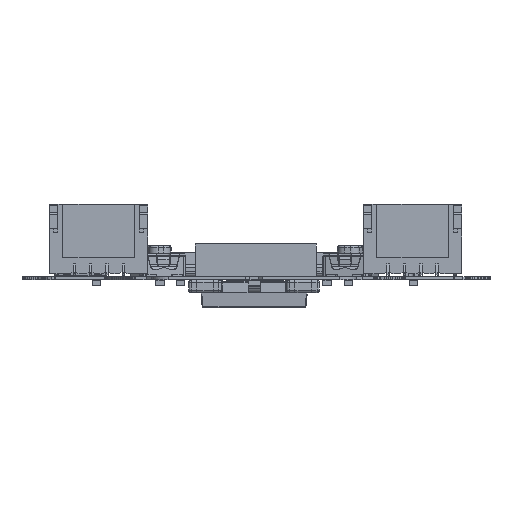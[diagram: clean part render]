
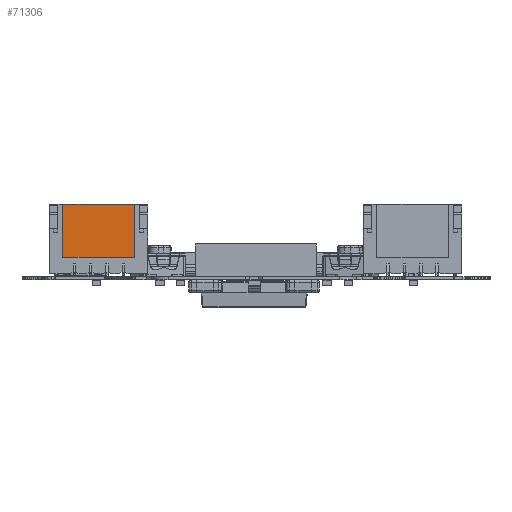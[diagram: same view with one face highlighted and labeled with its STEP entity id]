
A CAD part, front view. The second image highlights one B-rep face of the part: STEP entity #71306.
In plain terms, the highlighted face is planar.
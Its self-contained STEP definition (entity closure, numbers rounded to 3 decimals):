
#71079 = VERTEX_POINT('',#71080);
#71080 = CARTESIAN_POINT('',(-2.2,4.35,1.45));
#71086 = EDGE_CURVE('',#71087,#71079,#71089,.T.);
#71087 = VERTEX_POINT('',#71088);
#71088 = CARTESIAN_POINT('',(2.2,4.35,1.45));
#71089 = LINE('',#71090,#71091);
#71090 = CARTESIAN_POINT('',(3.,4.35,1.45));
#71091 = VECTOR('',#71092,1.);
#71092 = DIRECTION('',(-1.,-0.,-0.));
#71306 = ADVANCED_FACE('',(#71307),#71332,.F.);
#71307 = FACE_BOUND('',#71308,.T.);
#71308 = EDGE_LOOP('',(#71309,#71317,#71325,#71331));
#71309 = ORIENTED_EDGE('',*,*,#71310,.T.);
#71310 = EDGE_CURVE('',#71079,#71311,#71313,.T.);
#71311 = VERTEX_POINT('',#71312);
#71312 = CARTESIAN_POINT('',(-2.2,1.1,1.45));
#71313 = LINE('',#71314,#71315);
#71314 = CARTESIAN_POINT('',(-2.2,0.,1.45));
#71315 = VECTOR('',#71316,1.);
#71316 = DIRECTION('',(-0.,-1.,0.));
#71317 = ORIENTED_EDGE('',*,*,#71318,.F.);
#71318 = EDGE_CURVE('',#71319,#71311,#71321,.T.);
#71319 = VERTEX_POINT('',#71320);
#71320 = CARTESIAN_POINT('',(2.2,1.1,1.45));
#71321 = LINE('',#71322,#71323);
#71322 = CARTESIAN_POINT('',(3.,1.1,1.45));
#71323 = VECTOR('',#71324,1.);
#71324 = DIRECTION('',(-1.,-0.,-0.));
#71325 = ORIENTED_EDGE('',*,*,#71326,.F.);
#71326 = EDGE_CURVE('',#71087,#71319,#71327,.T.);
#71327 = LINE('',#71328,#71329);
#71328 = CARTESIAN_POINT('',(2.2,0.,1.45));
#71329 = VECTOR('',#71330,1.);
#71330 = DIRECTION('',(0.,-1.,0.));
#71331 = ORIENTED_EDGE('',*,*,#71086,.T.);
#71332 = PLANE('',#71333);
#71333 = AXIS2_PLACEMENT_3D('',#71334,#71335,#71336);
#71334 = CARTESIAN_POINT('',(3.,1.1,1.45));
#71335 = DIRECTION('',(0.,0.,-1.));
#71336 = DIRECTION('',(0.,1.,0.));
